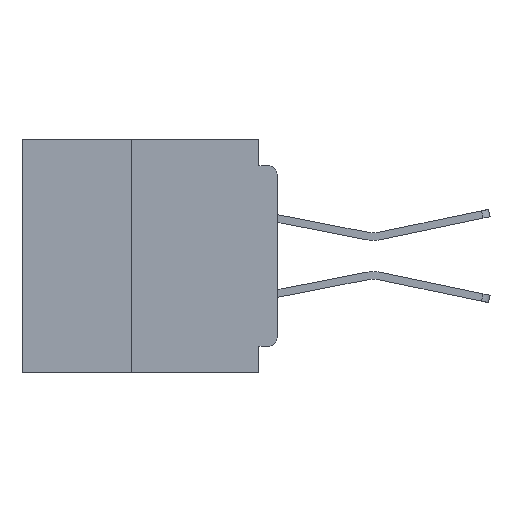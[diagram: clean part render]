
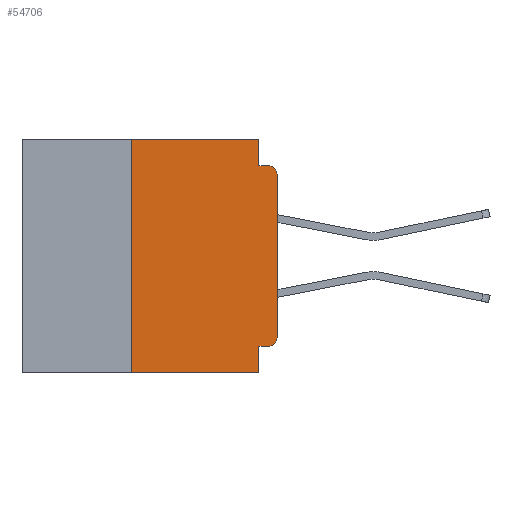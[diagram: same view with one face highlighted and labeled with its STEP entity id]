
A CAD part, left-side view. The second image highlights one B-rep face of the part: STEP entity #54706.
In plain terms, the highlighted planar face has unit normal (-1, 0, 0).
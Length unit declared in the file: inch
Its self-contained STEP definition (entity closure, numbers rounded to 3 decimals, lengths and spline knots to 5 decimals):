
#31 = CARTESIAN_POINT ( 'NONE',  ( 0., 0., -0.06 ) ) ;
#44 = CARTESIAN_POINT ( 'NONE',  ( 0., 0.25, -0.4 ) ) ;
#530 = DIRECTION ( 'NONE',  ( 0., 0., -1. ) ) ;
#1509 = VECTOR ( 'NONE', #38727, 39.37008 ) ;
#1647 = VERTEX_POINT ( 'NONE', #44171 ) ;
#2093 = CARTESIAN_POINT ( 'NONE',  ( 0., 0., 0. ) ) ;
#2109 = CARTESIAN_POINT ( 'NONE',  ( 0., 0.015, -0.06 ) ) ;
#2209 = VERTEX_POINT ( 'NONE', #31 ) ;
#3217 = EDGE_CURVE ( 'NONE', #43917, #31899, #33499, .T. ) ;
#4896 = AXIS2_PLACEMENT_3D ( 'NONE', #2109, #35080, #6878 ) ;
#5284 = VERTEX_POINT ( 'NONE', #34746 ) ;
#5796 = CARTESIAN_POINT ( 'NONE',  ( 0., 0., -0.045 ) ) ;
#6878 = DIRECTION ( 'NONE',  ( 0., 0., -1. ) ) ;
#8114 = CARTESIAN_POINT ( 'NONE',  ( 0., 0.015, -0.045 ) ) ;
#9652 = EDGE_CURVE ( 'NONE', #58549, #38750, #25309, .T. ) ;
#9934 = VECTOR ( 'NONE', #27172, 39.37008 ) ;
#10436 = EDGE_CURVE ( 'NONE', #58549, #1647, #40641, .T. ) ;
#10540 = CARTESIAN_POINT ( 'NONE',  ( 0., 0.031, -0.045 ) ) ;
#11565 = DIRECTION ( 'NONE',  ( 0., 0., 1. ) ) ;
#11627 = CARTESIAN_POINT ( 'NONE',  ( 0., 0.031, -0.4 ) ) ;
#13389 = ORIENTED_EDGE ( 'NONE', *, *, #35361, .F. ) ;
#14069 = LINE ( 'NONE', #5796, #1509 ) ;
#14280 = DIRECTION ( 'NONE',  ( 0., 0., 1. ) ) ;
#14816 = ORIENTED_EDGE ( 'NONE', *, *, #19314, .T. ) ;
#14881 = ORIENTED_EDGE ( 'NONE', *, *, #34268, .T. ) ;
#17200 = DIRECTION ( 'NONE',  ( 0., 1., 0. ) ) ;
#17452 = DIRECTION ( 'NONE',  ( -1., 0., 0. ) ) ;
#18201 = LINE ( 'NONE', #25151, #29273 ) ;
#18802 = VECTOR ( 'NONE', #14280, 39.37008 ) ;
#19314 = EDGE_CURVE ( 'NONE', #1647, #2209, #44739, .T. ) ;
#21912 = CARTESIAN_POINT ( 'NONE',  ( 0., 0., -0.355 ) ) ;
#22276 = ORIENTED_EDGE ( 'NONE', *, *, #9652, .F. ) ;
#24048 = CARTESIAN_POINT ( 'NONE',  ( 0., 0.437, 0. ) ) ;
#24480 = FACE_OUTER_BOUND ( 'NONE', #56036, .T. ) ;
#25151 = CARTESIAN_POINT ( 'NONE',  ( 0., 0.437, -0.4 ) ) ;
#25309 = LINE ( 'NONE', #21912, #48882 ) ;
#26746 = EDGE_CURVE ( 'NONE', #2209, #44412, #57096, .T. ) ;
#26967 = CARTESIAN_POINT ( 'NONE',  ( 0., 0.031, 0. ) ) ;
#27172 = DIRECTION ( 'NONE',  ( 0., 0., -1. ) ) ;
#28800 = DIRECTION ( 'NONE',  ( 1., 0., 0. ) ) ;
#29273 = VECTOR ( 'NONE', #29883, 39.37008 ) ;
#29764 = VECTOR ( 'NONE', #49167, 39.37008 ) ;
#29883 = DIRECTION ( 'NONE',  ( 0., -1., 0. ) ) ;
#30473 = CARTESIAN_POINT ( 'NONE',  ( 0., 0.015, -0.355 ) ) ;
#31330 = LINE ( 'NONE', #44, #18802 ) ;
#31558 = CARTESIAN_POINT ( 'NONE',  ( 0., 0.031, -0.4 ) ) ;
#31717 = CARTESIAN_POINT ( 'NONE',  ( 0., 0.25, -0.4 ) ) ;
#31899 = VERTEX_POINT ( 'NONE', #10540 ) ;
#32100 = VERTEX_POINT ( 'NONE', #31558 ) ;
#32205 = VECTOR ( 'NONE', #11565, 39.37008 ) ;
#32847 = CARTESIAN_POINT ( 'NONE',  ( 0., 0.031, 0. ) ) ;
#33499 = LINE ( 'NONE', #26967, #9934 ) ;
#33995 = ORIENTED_EDGE ( 'NONE', *, *, #49099, .F. ) ;
#34268 = EDGE_CURVE ( 'NONE', #37862, #32100, #18201, .T. ) ;
#34487 = CARTESIAN_POINT ( 'NONE',  ( 0., 0.031, -0.355 ) ) ;
#34746 = CARTESIAN_POINT ( 'NONE',  ( 0., 0.25, 0. ) ) ;
#35080 = DIRECTION ( 'NONE',  ( -1., 0., 0. ) ) ;
#35361 = EDGE_CURVE ( 'NONE', #37862, #5284, #31330, .T. ) ;
#37862 = VERTEX_POINT ( 'NONE', #31717 ) ;
#38727 = DIRECTION ( 'NONE',  ( 0., -1., 0. ) ) ;
#38750 = VERTEX_POINT ( 'NONE', #34487 ) ;
#39145 = ORIENTED_EDGE ( 'NONE', *, *, #49614, .F. ) ;
#39223 = DIRECTION ( 'NONE',  ( 0., -1., 0. ) ) ;
#40641 = CIRCLE ( 'NONE', #59980, 0.015 ) ;
#40672 = VECTOR ( 'NONE', #39223, 39.37008 ) ;
#41615 = EDGE_CURVE ( 'NONE', #38750, #32100, #54828, .T. ) ;
#41780 = AXIS2_PLACEMENT_3D ( 'NONE', #24048, #28800, #530 ) ;
#42182 = ORIENTED_EDGE ( 'NONE', *, *, #10436, .T. ) ;
#43917 = VERTEX_POINT ( 'NONE', #32847 ) ;
#44171 = CARTESIAN_POINT ( 'NONE',  ( 0., 0., -0.34 ) ) ;
#44363 = ORIENTED_EDGE ( 'NONE', *, *, #41615, .F. ) ;
#44412 = VERTEX_POINT ( 'NONE', #8114 ) ;
#44739 = LINE ( 'NONE', #2093, #32205 ) ;
#45639 = CARTESIAN_POINT ( 'NONE',  ( 0., 0.015, -0.34 ) ) ;
#45778 = ORIENTED_EDGE ( 'NONE', *, *, #26746, .T. ) ;
#48882 = VECTOR ( 'NONE', #17200, 39.37008 ) ;
#48952 = CARTESIAN_POINT ( 'NONE',  ( 0., 0.437, 0. ) ) ;
#49099 = EDGE_CURVE ( 'NONE', #5284, #43917, #53223, .T. ) ;
#49167 = DIRECTION ( 'NONE',  ( 0., 0., -1. ) ) ;
#49614 = EDGE_CURVE ( 'NONE', #31899, #44412, #14069, .T. ) ;
#50411 = DIRECTION ( 'NONE',  ( 0., 0., -1. ) ) ;
#53223 = LINE ( 'NONE', #48952, #40672 ) ;
#54706 = ADVANCED_FACE ( 'NONE', ( #24480 ), #57024, .F. ) ;
#54828 = LINE ( 'NONE', #11627, #29764 ) ;
#56036 = EDGE_LOOP ( 'NONE', ( #14816, #45778, #39145, #57625, #33995, #13389, #14881, #44363, #22276, #42182 ) ) ;
#57024 = PLANE ( 'NONE',  #41780 ) ;
#57096 = CIRCLE ( 'NONE', #4896, 0.015 ) ;
#57625 = ORIENTED_EDGE ( 'NONE', *, *, #3217, .F. ) ;
#58549 = VERTEX_POINT ( 'NONE', #30473 ) ;
#59980 = AXIS2_PLACEMENT_3D ( 'NONE', #45639, #17452, #50411 ) ;
